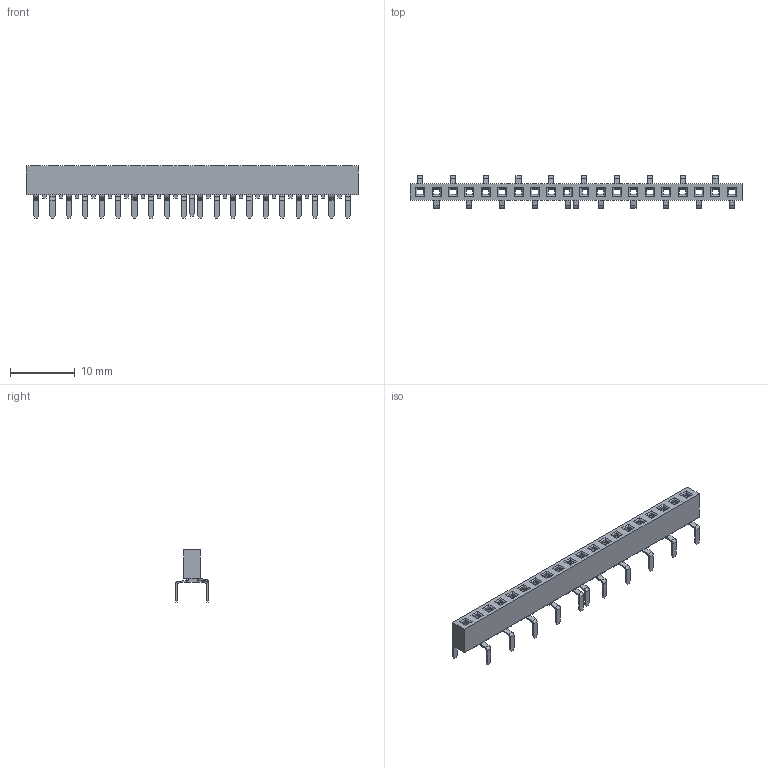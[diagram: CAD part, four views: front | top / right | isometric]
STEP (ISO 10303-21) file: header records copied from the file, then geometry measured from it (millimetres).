
FILE_DESCRIPTION( ( 'Unknown' ), '1' );
FILE_NAME( '61302015721.stp', 'Unknown', ( 'Unknown' ), ( 'Unknown' ), 'PSStep 14.0', 'Unknown', ' ' );
FILE_SCHEMA( ( 'AUTOMOTIVE_DESIGN { 1 0 10303 214 1 1 1 1 }' ) );
Length unit declared in the file: millimetre
Products named in the file (3): Assem1; 6130xx15721_PIN; 61302015721
Bounding box: 51.4 x 5.08 x 8.1 mm (x, y, z)
Volume: 759.2 mm3; surface area: 3848.6 mm2
Topology: 23 solids, 23 shells, 2872 faces, 7698 edges, 4832 vertices
Faces by surface type: plane 1864, cylinder 966, torus 21, bspline 21
Full cylindrical faces by diameter (mm): 0.01 x21, 0.51 x21
Entity records: 16363 total; most frequent: CARTESIAN_POINT 2484, ORIENTED_EDGE 2176, DIRECTION 2034, EDGE_CURVE 1088, LINE 978, VECTOR 978, VERTEX_POINT 666, AXIS2_PLACEMENT_3D 528
